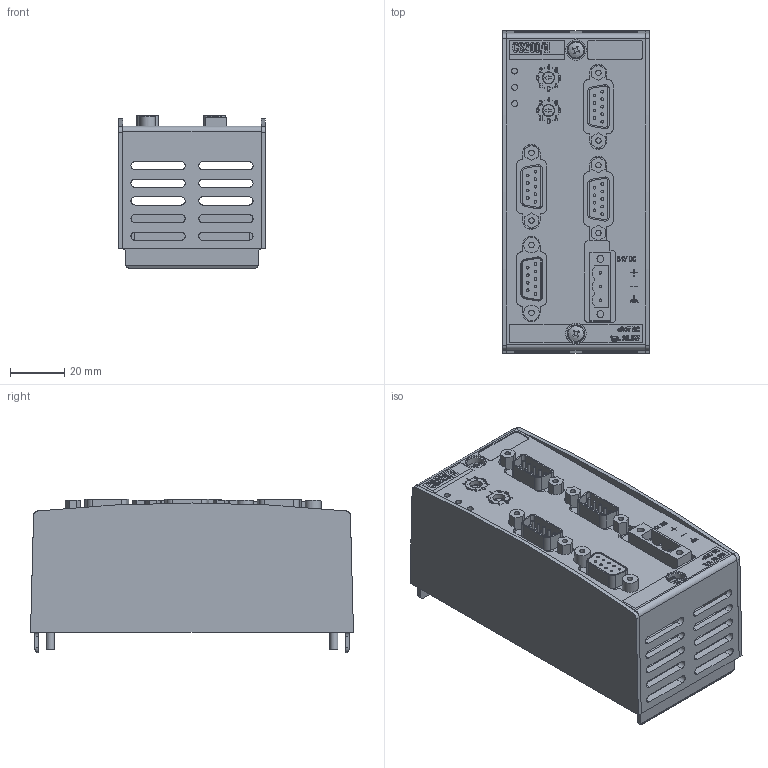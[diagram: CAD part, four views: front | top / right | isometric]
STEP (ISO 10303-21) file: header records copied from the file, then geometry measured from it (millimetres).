
FILE_DESCRIPTION(/* description */ (''),/* implementation_level */ '2;1');
FILE_NAME(/* name */ 'CS200_N.stp',/* time_stamp */ '2021-03-09T14:55:46+01:00',/* author */ ('lule'),/* organization */ ('2020 Bachmann electronic GmbH'),/* preprocessor_version */ 'ST-DEVELOPER v18.1',/* originating_system */ 'Autodesk Inventor 2021',/* authorisation */ '-');
FILE_SCHEMA (('AUTOMOTIVE_DESIGN { 1 0 10303 214 3 1 1 }'));
Products named in the file (2): Baugruppe1; Bauteil1
Assembly tree (1 placements, depth 2):
  Baugruppe1
    Bauteil1
Bounding box: 54 x 119 x 56.6 mm (x, y, z)
Volume: 65307.8 mm3; surface area: 81173.3 mm2
Topology: 15 solids, 15 shells, 1603 faces, 4262 edges, 2836 vertices
Faces by surface type: plane 876, bspline 402, cylinder 305, cone 10, torus 8, sphere 2
Full cylindrical faces by diameter (mm): 0.2 x16, 1 x39, 2 x8, 2.2 x3, 2.46 x4, 2.5 x2, 3 x2, 3.5 x2, 4.1 x2, 4.5 x2, 5.774 x2, 6.6 x2, 7.6 x2
Entity records: 53200 total; most frequent: CARTESIAN_POINT 13862, ORIENTED_EDGE 8516, DIRECTION 6363, EDGE_CURVE 4258, VERTEX_POINT 2836, LINE 2695, VECTOR 2695, AXIS2_PLACEMENT_3D 1834
